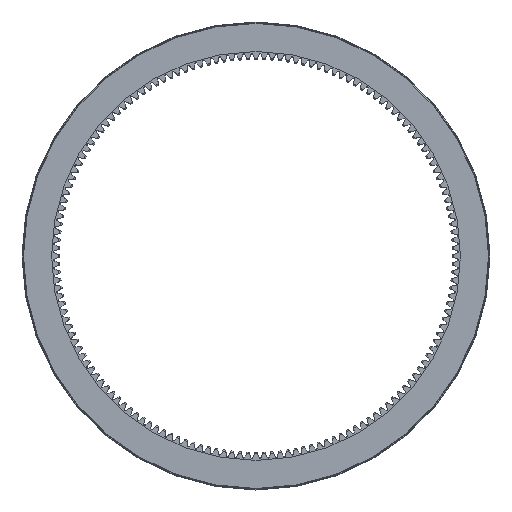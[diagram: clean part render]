
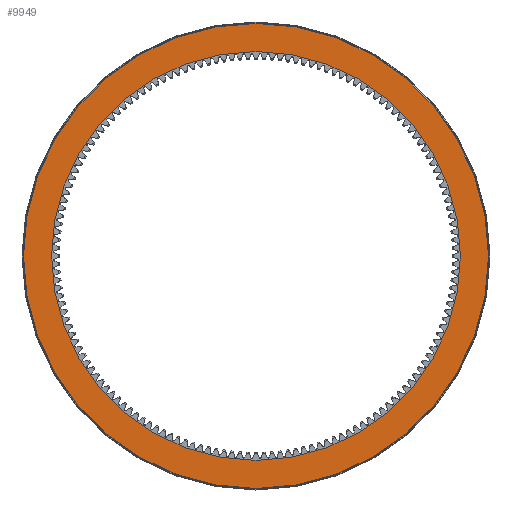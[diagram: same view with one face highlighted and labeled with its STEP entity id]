
A CAD part, top view. The second image highlights one B-rep face of the part: STEP entity #9949.
In plain terms, the highlighted planar face has unit normal (0, 0, 1).
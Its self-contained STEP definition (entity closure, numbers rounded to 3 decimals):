
#576 = EDGE_CURVE ( 'NONE', #46369, #46369, #12808, .T. ) ;
#2446 = DIRECTION ( 'NONE',  ( 0., 0., -1. ) ) ;
#4245 = CARTESIAN_POINT ( 'NONE',  ( -480.5, 0., 41. ) ) ;
#6323 = VERTEX_POINT ( 'NONE', #4245 ) ;
#9949 = ADVANCED_FACE ( 'NONE', ( #46077, #26789 ), #22321, .T. ) ;
#12343 = DIRECTION ( 'NONE',  ( -1., 0., 0. ) ) ;
#12431 = DIRECTION ( 'NONE',  ( 1., 0., 0. ) ) ;
#12458 = AXIS2_PLACEMENT_3D ( 'NONE', #26973, #2446, #12343 ) ;
#12808 = CIRCLE ( 'NONE', #55610, 546.5 ) ;
#19519 = EDGE_LOOP ( 'NONE', ( #23230 ) ) ;
#22321 = PLANE ( 'NONE',  #55318 ) ;
#22728 = CARTESIAN_POINT ( 'NONE',  ( -480.5, 0., 41. ) ) ;
#23230 = ORIENTED_EDGE ( 'NONE', *, *, #576, .T. ) ;
#25409 = CARTESIAN_POINT ( 'NONE',  ( 0., 0., 41. ) ) ;
#26789 = FACE_BOUND ( 'NONE', #46304, .T. ) ;
#26973 = CARTESIAN_POINT ( 'NONE',  ( 0., 0., 41. ) ) ;
#33263 = DIRECTION ( 'NONE',  ( 0., 0., 1. ) ) ;
#46077 = FACE_OUTER_BOUND ( 'NONE', #19519, .T. ) ;
#46304 = EDGE_LOOP ( 'NONE', ( #62361 ) ) ;
#46369 = VERTEX_POINT ( 'NONE', #61405 ) ;
#53464 = EDGE_CURVE ( 'NONE', #6323, #6323, #63511, .T. ) ;
#55318 = AXIS2_PLACEMENT_3D ( 'NONE', #22728, #56864, #12431 ) ;
#55610 = AXIS2_PLACEMENT_3D ( 'NONE', #25409, #33263, #56630 ) ;
#56630 = DIRECTION ( 'NONE',  ( 1., 0., 0. ) ) ;
#56864 = DIRECTION ( 'NONE',  ( 0., 0., 1. ) ) ;
#61405 = CARTESIAN_POINT ( 'NONE',  ( 546.5, 0., 41. ) ) ;
#62361 = ORIENTED_EDGE ( 'NONE', *, *, #53464, .T. ) ;
#63511 = CIRCLE ( 'NONE', #12458, 480.5 ) ;
